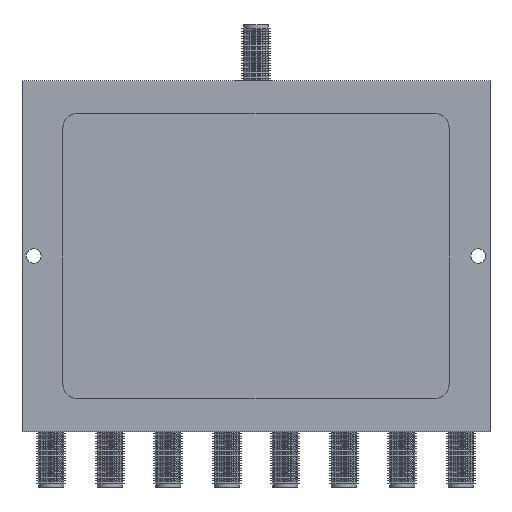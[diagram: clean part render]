
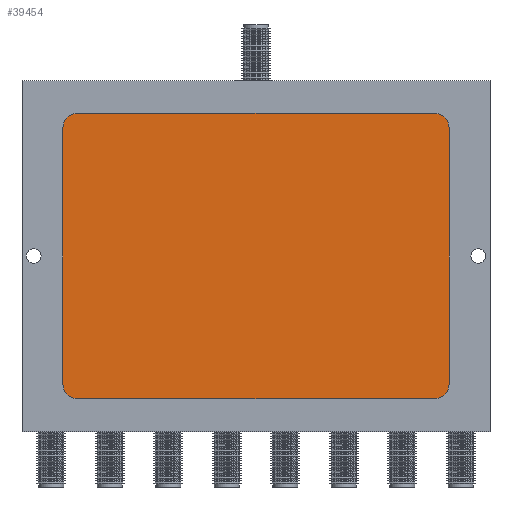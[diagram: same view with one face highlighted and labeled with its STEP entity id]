
A CAD part, front view. The second image highlights one B-rep face of the part: STEP entity #39454.
In plain terms, the highlighted planar face has unit normal (0, -1, 0).
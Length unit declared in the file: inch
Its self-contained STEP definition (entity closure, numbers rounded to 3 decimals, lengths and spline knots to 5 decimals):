
#2475 = LINE ( 'NONE', #28621, #58456 ) ;
#2963 = DIRECTION ( 'NONE',  ( 1., 0., 0. ) ) ;
#3444 = AXIS2_PLACEMENT_3D ( 'NONE', #77297, #70240, #2963 ) ;
#3574 = PLANE ( 'NONE',  #54368 ) ;
#4612 = VECTOR ( 'NONE', #19855, 39.37008 ) ;
#4922 = EDGE_CURVE ( 'NONE', #50100, #67652, #51378, .T. ) ;
#7864 = ORIENTED_EDGE ( 'NONE', *, *, #61795, .F. ) ;
#9335 = CARTESIAN_POINT ( 'NONE',  ( -1.37626, 1.05219, -2.57483 ) ) ;
#9800 = FACE_OUTER_BOUND ( 'NONE', #57248, .T. ) ;
#9824 = ORIENTED_EDGE ( 'NONE', *, *, #44572, .F. ) ;
#10299 = EDGE_LOOP ( 'NONE', ( #10709, #37221 ) ) ;
#10444 = CARTESIAN_POINT ( 'NONE',  ( -5.0823, 1.05219, -0.52772 ) ) ;
#10709 = ORIENTED_EDGE ( 'NONE', *, *, #53125, .T. ) ;
#13292 = EDGE_LOOP ( 'NONE', ( #21712, #20263 ) ) ;
#16535 = DIRECTION ( 'NONE',  ( 0., 1., 0. ) ) ;
#18217 = VERTEX_POINT ( 'NONE', #55516 ) ;
#19855 = DIRECTION ( 'NONE',  ( 1., 0., 0. ) ) ;
#20263 = ORIENTED_EDGE ( 'NONE', *, *, #4922, .T. ) ;
#20837 = EDGE_CURVE ( 'NONE', #48662, #18217, #68839, .T. ) ;
#21712 = ORIENTED_EDGE ( 'NONE', *, *, #55528, .T. ) ;
#22728 = ORIENTED_EDGE ( 'NONE', *, *, #72528, .F. ) ;
#24972 = DIRECTION ( 'NONE',  ( 1., 0., 0. ) ) ;
#25457 = LINE ( 'NONE', #65732, #75000 ) ;
#26586 = VERTEX_POINT ( 'NONE', #71572 ) ;
#28133 = VERTEX_POINT ( 'NONE', #67774 ) ;
#28621 = CARTESIAN_POINT ( 'NONE',  ( -1.37626, 1.05219, -0.52772 ) ) ;
#28905 = DIRECTION ( 'NONE',  ( 0., 1., 0. ) ) ;
#31700 = EDGE_CURVE ( 'NONE', #35205, #26586, #75281, .T. ) ;
#34123 = AXIS2_PLACEMENT_3D ( 'NONE', #62498, #28905, #71366 ) ;
#34772 = CARTESIAN_POINT ( 'NONE',  ( -1.37626, 1.05219, 2.46228 ) ) ;
#35205 = VERTEX_POINT ( 'NONE', #66807 ) ;
#35616 = CARTESIAN_POINT ( 'NONE',  ( -5.0823, 1.05219, -2.57483 ) ) ;
#37159 = FACE_BOUND ( 'NONE', #13292, .T. ) ;
#37221 = ORIENTED_EDGE ( 'NONE', *, *, #31700, .T. ) ;
#37306 = CARTESIAN_POINT ( 'NONE',  ( -4.9873, 1.05219, 0.96728 ) ) ;
#39067 = CIRCLE ( 'NONE', #74397, 0.0675 ) ;
#39454 = ADVANCED_FACE ( 'NONE', ( #77925, #37159, #9800 ), #3574, .F. ) ;
#40558 = CARTESIAN_POINT ( 'NONE',  ( -4.9198, 1.05219, 0.96728 ) ) ;
#40728 = AXIS2_PLACEMENT_3D ( 'NONE', #75106, #16535, #43523 ) ;
#43523 = DIRECTION ( 'NONE',  ( 1., 0., 0. ) ) ;
#44572 = EDGE_CURVE ( 'NONE', #28133, #76120, #25457, .T. ) ;
#48662 = VERTEX_POINT ( 'NONE', #10444 ) ;
#49312 = LINE ( 'NONE', #34772, #4612 ) ;
#50100 = VERTEX_POINT ( 'NONE', #40558 ) ;
#51378 = CIRCLE ( 'NONE', #3444, 0.0675 ) ;
#53125 = EDGE_CURVE ( 'NONE', #26586, #35205, #67602, .T. ) ;
#54368 = AXIS2_PLACEMENT_3D ( 'NONE', #9335, #73033, #71748 ) ;
#55516 = CARTESIAN_POINT ( 'NONE',  ( -5.0823, 1.05219, 2.46228 ) ) ;
#55528 = EDGE_CURVE ( 'NONE', #67652, #50100, #39067, .T. ) ;
#55946 = DIRECTION ( 'NONE',  ( -1., 0., 0. ) ) ;
#57248 = EDGE_LOOP ( 'NONE', ( #9824, #7864, #79652, #22728 ) ) ;
#57648 = DIRECTION ( 'NONE',  ( 0., 1., 0. ) ) ;
#58456 = VECTOR ( 'NONE', #55946, 39.37008 ) ;
#61795 = EDGE_CURVE ( 'NONE', #18217, #28133, #49312, .T. ) ;
#62498 = CARTESIAN_POINT ( 'NONE',  ( -1.1873, 1.05219, 0.96728 ) ) ;
#65732 = CARTESIAN_POINT ( 'NONE',  ( -1.0923, 1.05219, -2.57483 ) ) ;
#66807 = CARTESIAN_POINT ( 'NONE',  ( -1.1198, 1.05219, 0.96728 ) ) ;
#67461 = DIRECTION ( 'NONE',  ( 0., 0., -1. ) ) ;
#67602 = CIRCLE ( 'NONE', #40728, 0.0675 ) ;
#67652 = VERTEX_POINT ( 'NONE', #82917 ) ;
#67774 = CARTESIAN_POINT ( 'NONE',  ( -1.0923, 1.05219, 2.46228 ) ) ;
#68839 = LINE ( 'NONE', #35616, #78239 ) ;
#70240 = DIRECTION ( 'NONE',  ( 0., 1., 0. ) ) ;
#71366 = DIRECTION ( 'NONE',  ( 1., 0., 0. ) ) ;
#71572 = CARTESIAN_POINT ( 'NONE',  ( -1.2548, 1.05219, 0.96728 ) ) ;
#71748 = DIRECTION ( 'NONE',  ( 1., 0., 0. ) ) ;
#72528 = EDGE_CURVE ( 'NONE', #76120, #48662, #2475, .T. ) ;
#73033 = DIRECTION ( 'NONE',  ( 0., 1., 0. ) ) ;
#74397 = AXIS2_PLACEMENT_3D ( 'NONE', #37306, #57648, #24972 ) ;
#75000 = VECTOR ( 'NONE', #67461, 39.37008 ) ;
#75106 = CARTESIAN_POINT ( 'NONE',  ( -1.1873, 1.05219, 0.96728 ) ) ;
#75281 = CIRCLE ( 'NONE', #34123, 0.0675 ) ;
#76120 = VERTEX_POINT ( 'NONE', #84609 ) ;
#77297 = CARTESIAN_POINT ( 'NONE',  ( -4.9873, 1.05219, 0.96728 ) ) ;
#77925 = FACE_BOUND ( 'NONE', #10299, .T. ) ;
#78239 = VECTOR ( 'NONE', #81660, 39.37008 ) ;
#79652 = ORIENTED_EDGE ( 'NONE', *, *, #20837, .F. ) ;
#81660 = DIRECTION ( 'NONE',  ( 0., 0., 1. ) ) ;
#82917 = CARTESIAN_POINT ( 'NONE',  ( -5.0548, 1.05219, 0.96728 ) ) ;
#84609 = CARTESIAN_POINT ( 'NONE',  ( -1.0923, 1.05219, -0.52772 ) ) ;
